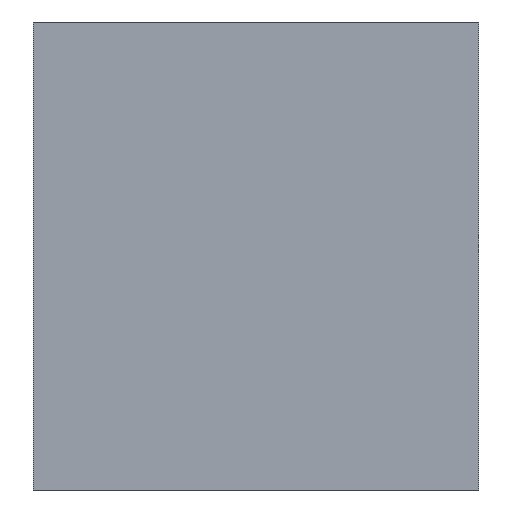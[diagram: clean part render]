
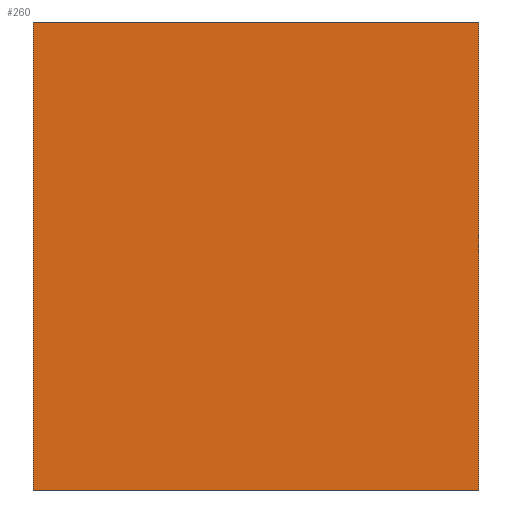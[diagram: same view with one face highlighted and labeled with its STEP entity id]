
A CAD part, front view. The second image highlights one B-rep face of the part: STEP entity #260.
In plain terms, the highlighted planar face has unit normal (0, -1, 0).
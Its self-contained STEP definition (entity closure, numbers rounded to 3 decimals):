
#16 = VECTOR ( 'NONE', #136, 1000. ) ;
#17 = ORIENTED_EDGE ( 'NONE', *, *, #264, .F. ) ;
#19 = VERTEX_POINT ( 'NONE', #163 ) ;
#25 = CARTESIAN_POINT ( 'NONE',  ( 1., 0., 1.05 ) ) ;
#37 = VECTOR ( 'NONE', #192, 1000. ) ;
#44 = DIRECTION ( 'NONE',  ( -1., 0., 0. ) ) ;
#63 = CARTESIAN_POINT ( 'NONE',  ( -1., 0., -1.05 ) ) ;
#69 = ORIENTED_EDGE ( 'NONE', *, *, #185, .F. ) ;
#85 = VERTEX_POINT ( 'NONE', #243 ) ;
#104 = EDGE_CURVE ( 'NONE', #179, #19, #131, .T. ) ;
#117 = CARTESIAN_POINT ( 'NONE',  ( 0., 0., 0. ) ) ;
#131 = LINE ( 'NONE', #147, #37 ) ;
#136 = DIRECTION ( 'NONE',  ( 1., 0., 0. ) ) ;
#147 = CARTESIAN_POINT ( 'NONE',  ( -1., 0., 1.05 ) ) ;
#154 = LINE ( 'NONE', #277, #16 ) ;
#155 = ORIENTED_EDGE ( 'NONE', *, *, #104, .F. ) ;
#157 = EDGE_LOOP ( 'NONE', ( #17, #69, #155, #270 ) ) ;
#159 = LINE ( 'NONE', #186, #265 ) ;
#163 = CARTESIAN_POINT ( 'NONE',  ( -1., 0., 1.05 ) ) ;
#165 = DIRECTION ( 'NONE',  ( 0., 0., -1. ) ) ;
#173 = VECTOR ( 'NONE', #191, 1000. ) ;
#179 = VERTEX_POINT ( 'NONE', #63 ) ;
#185 = EDGE_CURVE ( 'NONE', #19, #263, #154, .T. ) ;
#186 = CARTESIAN_POINT ( 'NONE',  ( -1., 0., -1.05 ) ) ;
#189 = AXIS2_PLACEMENT_3D ( 'NONE', #117, #282, #165 ) ;
#191 = DIRECTION ( 'NONE',  ( 0., 0., -1. ) ) ;
#192 = DIRECTION ( 'NONE',  ( 0., 0., 1. ) ) ;
#206 = LINE ( 'NONE', #254, #173 ) ;
#224 = EDGE_CURVE ( 'NONE', #85, #179, #159, .T. ) ;
#240 = PLANE ( 'NONE',  #189 ) ;
#241 = FACE_OUTER_BOUND ( 'NONE', #157, .T. ) ;
#243 = CARTESIAN_POINT ( 'NONE',  ( 1., 0., -1.05 ) ) ;
#254 = CARTESIAN_POINT ( 'NONE',  ( 1., 0., 1.05 ) ) ;
#260 = ADVANCED_FACE ( 'NONE', ( #241 ), #240, .T. ) ;
#263 = VERTEX_POINT ( 'NONE', #25 ) ;
#264 = EDGE_CURVE ( 'NONE', #263, #85, #206, .T. ) ;
#265 = VECTOR ( 'NONE', #44, 1000. ) ;
#270 = ORIENTED_EDGE ( 'NONE', *, *, #224, .F. ) ;
#277 = CARTESIAN_POINT ( 'NONE',  ( -1., 0., 1.05 ) ) ;
#282 = DIRECTION ( 'NONE',  ( 0., -1., 0. ) ) ;
